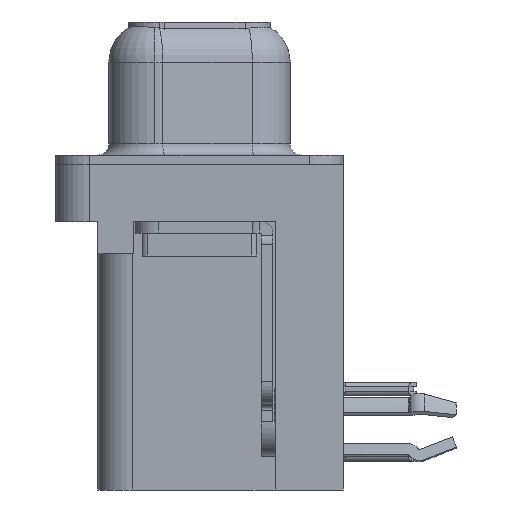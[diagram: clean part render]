
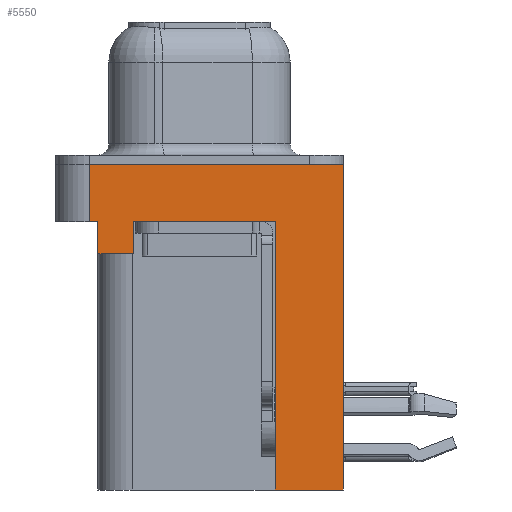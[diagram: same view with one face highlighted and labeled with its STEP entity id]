
A CAD part, left-side view. The second image highlights one B-rep face of the part: STEP entity #5550.
In plain terms, the highlighted planar face has unit normal (-1, 0, 0).
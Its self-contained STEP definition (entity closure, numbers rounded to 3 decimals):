
#315 = AXIS2_PLACEMENT_3D ( 'NONE', #17178, #13307, #21111 ) ;
#423 = EDGE_CURVE ( 'NONE', #9292, #3115, #9221, .T. ) ;
#655 = VECTOR ( 'NONE', #5581, 1000. ) ;
#824 = ORIENTED_EDGE ( 'NONE', *, *, #21200, .F. ) ;
#1028 = LINE ( 'NONE', #12920, #24914 ) ;
#1243 = VERTEX_POINT ( 'NONE', #18975 ) ;
#1354 = LINE ( 'NONE', #5580, #19119 ) ;
#1569 = CARTESIAN_POINT ( 'NONE',  ( -2.91, -3.295, -14.2 ) ) ;
#1791 = CARTESIAN_POINT ( 'NONE',  ( -2.91, 2.895, -2.5 ) ) ;
#1826 = CARTESIAN_POINT ( 'NONE',  ( -2.91, 2.895, -3.9 ) ) ;
#2106 = CARTESIAN_POINT ( 'NONE',  ( -2.91, -3.295, -2.5 ) ) ;
#3115 = VERTEX_POINT ( 'NONE', #11111 ) ;
#4051 = VERTEX_POINT ( 'NONE', #1826 ) ;
#4160 = ORIENTED_EDGE ( 'NONE', *, *, #19727, .T. ) ;
#5095 = LINE ( 'NONE', #9167, #655 ) ;
#5268 = CARTESIAN_POINT ( 'NONE',  ( -2.91, 2.895, -3.9 ) ) ;
#5550 = ADVANCED_FACE ( 'NONE', ( #9484 ), #23148, .T. ) ;
#5580 = CARTESIAN_POINT ( 'NONE',  ( -2.91, 4.425, -3.9 ) ) ;
#5581 = DIRECTION ( 'NONE',  ( 0., 0., 1. ) ) ;
#6048 = VECTOR ( 'NONE', #24377, 1000. ) ;
#6166 = ORIENTED_EDGE ( 'NONE', *, *, #20651, .F. ) ;
#7297 = VECTOR ( 'NONE', #9381, 1000. ) ;
#7948 = ORIENTED_EDGE ( 'NONE', *, *, #20773, .F. ) ;
#8256 = CARTESIAN_POINT ( 'NONE',  ( -2.91, 4.425, -3.9 ) ) ;
#8808 = ORIENTED_EDGE ( 'NONE', *, *, #13327, .F. ) ;
#9152 = CARTESIAN_POINT ( 'NONE',  ( -2.91, 4.775, 0. ) ) ;
#9167 = CARTESIAN_POINT ( 'NONE',  ( -2.91, 4.775, -2.5 ) ) ;
#9221 = LINE ( 'NONE', #20861, #16613 ) ;
#9292 = VERTEX_POINT ( 'NONE', #15759 ) ;
#9381 = DIRECTION ( 'NONE',  ( 0., 0., 1. ) ) ;
#9484 = FACE_OUTER_BOUND ( 'NONE', #22434, .T. ) ;
#9881 = CARTESIAN_POINT ( 'NONE',  ( -2.91, 4.775, -2.5 ) ) ;
#9983 = EDGE_CURVE ( 'NONE', #13168, #1243, #23074, .T. ) ;
#10053 = ORIENTED_EDGE ( 'NONE', *, *, #9983, .T. ) ;
#10632 = LINE ( 'NONE', #23943, #14459 ) ;
#10709 = LINE ( 'NONE', #18526, #6048 ) ;
#10734 = CARTESIAN_POINT ( 'NONE',  ( -2.91, -3.295, -14.2 ) ) ;
#10814 = ORIENTED_EDGE ( 'NONE', *, *, #23278, .F. ) ;
#11103 = ORIENTED_EDGE ( 'NONE', *, *, #15799, .F. ) ;
#11111 = CARTESIAN_POINT ( 'NONE',  ( -2.91, -6.275, 0. ) ) ;
#11326 = DIRECTION ( 'NONE',  ( 0., 0., 1. ) ) ;
#11567 = DIRECTION ( 'NONE',  ( 0., -1., 0. ) ) ;
#12217 = LINE ( 'NONE', #5268, #18032 ) ;
#12349 = DIRECTION ( 'NONE',  ( 0., 0., 1. ) ) ;
#12553 = DIRECTION ( 'NONE',  ( 0., -1., 0. ) ) ;
#12920 = CARTESIAN_POINT ( 'NONE',  ( -2.91, -3.295, -14.2 ) ) ;
#13168 = VERTEX_POINT ( 'NONE', #9881 ) ;
#13307 = DIRECTION ( 'NONE',  ( -1., 0., 0. ) ) ;
#13327 = EDGE_CURVE ( 'NONE', #23867, #3115, #10632, .T. ) ;
#13646 = VERTEX_POINT ( 'NONE', #1791 ) ;
#14296 = VERTEX_POINT ( 'NONE', #8256 ) ;
#14418 = VERTEX_POINT ( 'NONE', #2106 ) ;
#14459 = VECTOR ( 'NONE', #12553, 1000. ) ;
#15100 = DIRECTION ( 'NONE',  ( 0., 1., 0. ) ) ;
#15570 = VECTOR ( 'NONE', #17803, 1000. ) ;
#15759 = CARTESIAN_POINT ( 'NONE',  ( -2.91, -6.275, -14.2 ) ) ;
#15799 = EDGE_CURVE ( 'NONE', #13168, #23867, #5095, .T. ) ;
#16004 = LINE ( 'NONE', #23919, #15570 ) ;
#16613 = VECTOR ( 'NONE', #24941, 1000. ) ;
#16630 = ORIENTED_EDGE ( 'NONE', *, *, #20047, .T. ) ;
#17178 = CARTESIAN_POINT ( 'NONE',  ( -2.91, -6.275, -2.5 ) ) ;
#17803 = DIRECTION ( 'NONE',  ( 0., -1., 0. ) ) ;
#18032 = VECTOR ( 'NONE', #12349, 1000. ) ;
#18526 = CARTESIAN_POINT ( 'NONE',  ( -2.91, 4.425, -3.9 ) ) ;
#18975 = CARTESIAN_POINT ( 'NONE',  ( -2.91, 4.425, -2.5 ) ) ;
#19102 = LINE ( 'NONE', #1569, #7297 ) ;
#19119 = VECTOR ( 'NONE', #11326, 1000. ) ;
#19179 = VECTOR ( 'NONE', #11567, 1000. ) ;
#19727 = EDGE_CURVE ( 'NONE', #4051, #13646, #12217, .T. ) ;
#20047 = EDGE_CURVE ( 'NONE', #13646, #14418, #16004, .T. ) ;
#20140 = VERTEX_POINT ( 'NONE', #10734 ) ;
#20651 = EDGE_CURVE ( 'NONE', #4051, #14296, #10709, .T. ) ;
#20773 = EDGE_CURVE ( 'NONE', #14296, #1243, #1354, .T. ) ;
#20861 = CARTESIAN_POINT ( 'NONE',  ( -2.91, -6.275, -2.5 ) ) ;
#21111 = DIRECTION ( 'NONE',  ( 0., 0., 1. ) ) ;
#21200 = EDGE_CURVE ( 'NONE', #20140, #14418, #19102, .T. ) ;
#21254 = ORIENTED_EDGE ( 'NONE', *, *, #423, .T. ) ;
#22434 = EDGE_LOOP ( 'NONE', ( #8808, #11103, #10053, #7948, #6166, #4160, #16630, #824, #10814, #21254 ) ) ;
#23074 = LINE ( 'NONE', #23326, #19179 ) ;
#23148 = PLANE ( 'NONE',  #315 ) ;
#23278 = EDGE_CURVE ( 'NONE', #9292, #20140, #1028, .T. ) ;
#23326 = CARTESIAN_POINT ( 'NONE',  ( -2.91, -6.275, -2.5 ) ) ;
#23867 = VERTEX_POINT ( 'NONE', #9152 ) ;
#23919 = CARTESIAN_POINT ( 'NONE',  ( -2.91, -6.275, -2.5 ) ) ;
#23943 = CARTESIAN_POINT ( 'NONE',  ( -2.91, -6.275, 0. ) ) ;
#24377 = DIRECTION ( 'NONE',  ( 0., 1., 0. ) ) ;
#24914 = VECTOR ( 'NONE', #15100, 1000. ) ;
#24941 = DIRECTION ( 'NONE',  ( 0., 0., 1. ) ) ;
